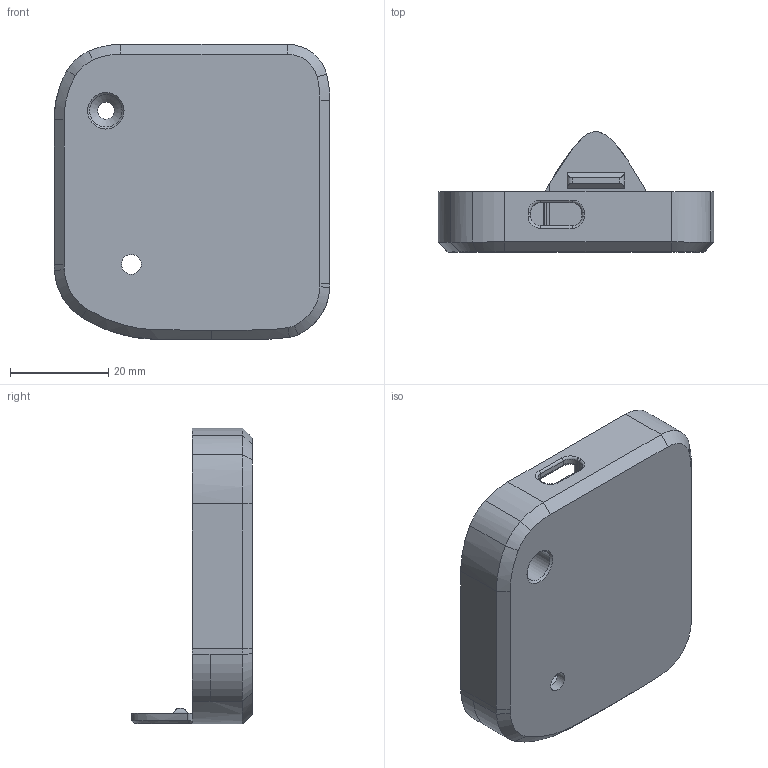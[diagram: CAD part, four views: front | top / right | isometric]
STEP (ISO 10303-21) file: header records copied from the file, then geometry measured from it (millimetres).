
FILE_DESCRIPTION(/* description */ (''),/* implementation_level */ '2;1');
FILE_NAME(/* name */ 'c3459a32-6feb-4426-a81d-117440c0467c.stp',/* time_stamp */ '2021-08-11T11:25:57+00:00',/* author */ (''),/* organization */ (''),/* preprocessor_version */ 'ST-DEVELOPER v18.1',/* originating_system */ 'Autodesk Translation Framework v10.10.0.1391',/* authorisation */ '');
FILE_SCHEMA (('AUTOMOTIVE_DESIGN { 1 0 10303 214 3 1 1 }'));
Length unit declared in the file: millimetre
Products named in the file (1): Bottom
Bounding box: 56 x 24.52 x 60 mm (x, y, z)
Volume: 17171.4 mm3; surface area: 10965.6 mm2
Topology: 1 solids, 1 shells, 199 faces, 503 edges, 307 vertices
Faces by surface type: plane 61, cylinder 53, bspline 52, torus 23, cone 8, sphere 2
Full cylindrical faces by diameter (mm): 3.4 x1, 4 x1, 6.6 x1, 9.4 x1
Entity records: 9332 total; most frequent: CARTESIAN_POINT 4732, ORIENTED_EDGE 1006, DIRECTION 873, EDGE_CURVE 503, VERTEX_POINT 307, AXIS2_PLACEMENT_3D 301, LINE 271, VECTOR 271
